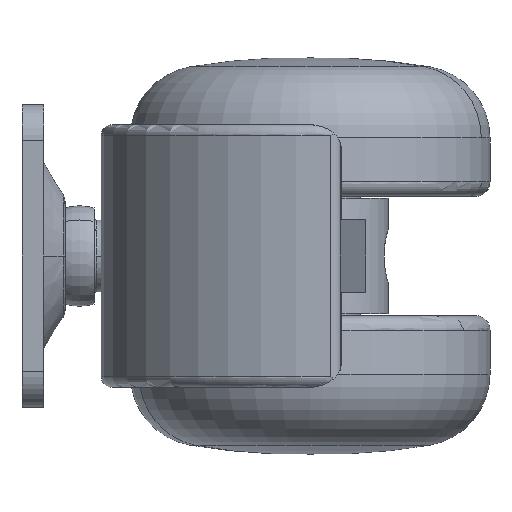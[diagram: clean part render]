
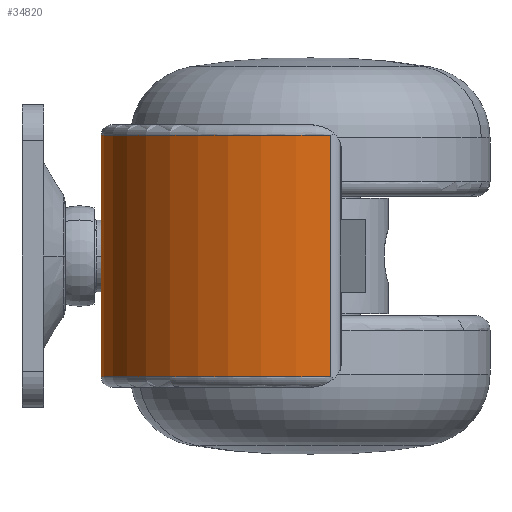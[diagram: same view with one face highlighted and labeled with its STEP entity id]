
A CAD part, left-side view. The second image highlights one B-rep face of the part: STEP entity #34820.
In plain terms, the highlighted cylindrical face has radius 29 mm (diameter 58 mm), a partial arc.
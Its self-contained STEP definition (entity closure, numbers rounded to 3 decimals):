
#1993 = EDGE_CURVE ( 'NONE', #10502, #7449, #17427, .T. ) ;
#2394 = DIRECTION ( 'NONE',  ( 0., 0., 1. ) ) ;
#5582 = CARTESIAN_POINT ( 'NONE',  ( -22., 0., 16.75 ) ) ;
#5752 = EDGE_LOOP ( 'NONE', ( #24468, #16835, #27337, #30890 ) ) ;
#7449 = VERTEX_POINT ( 'NONE', #16196 ) ;
#7904 = EDGE_CURVE ( 'NONE', #20112, #10502, #39186, .T. ) ;
#8484 = DIRECTION ( 'NONE',  ( 0., 0., 1. ) ) ;
#8894 = FACE_OUTER_BOUND ( 'NONE', #5752, .T. ) ;
#9963 = CARTESIAN_POINT ( 'NONE',  ( -22., -29., 16.75 ) ) ;
#10502 = VERTEX_POINT ( 'NONE', #30605 ) ;
#15667 = DIRECTION ( 'NONE',  ( 0., 0., 1. ) ) ;
#16196 = CARTESIAN_POINT ( 'NONE',  ( -50.858, -31.868, 16.75 ) ) ;
#16277 = DIRECTION ( 'NONE',  ( 0., 0., 1. ) ) ;
#16835 = ORIENTED_EDGE ( 'NONE', *, *, #1993, .T. ) ;
#17427 = LINE ( 'NONE', #36110, #34787 ) ;
#18176 = DIRECTION ( 'NONE',  ( 0., 0., 1. ) ) ;
#18370 = CARTESIAN_POINT ( 'NONE',  ( -22., -29., -16.75 ) ) ;
#20112 = VERTEX_POINT ( 'NONE', #36599 ) ;
#20884 = DIRECTION ( 'NONE',  ( 0.741, -0.671, 0. ) ) ;
#21368 = CIRCLE ( 'NONE', #29144, 29. ) ;
#21693 = AXIS2_PLACEMENT_3D ( 'NONE', #18370, #18176, #24890 ) ;
#23537 = VERTEX_POINT ( 'NONE', #5582 ) ;
#24468 = ORIENTED_EDGE ( 'NONE', *, *, #7904, .T. ) ;
#24890 = DIRECTION ( 'NONE',  ( 1., 0., 0. ) ) ;
#27337 = ORIENTED_EDGE ( 'NONE', *, *, #36032, .F. ) ;
#28472 = DIRECTION ( 'NONE',  ( 1., 0., 0. ) ) ;
#28869 = CARTESIAN_POINT ( 'NONE',  ( -22., 0., -16.75 ) ) ;
#29144 = AXIS2_PLACEMENT_3D ( 'NONE', #9963, #15667, #28472 ) ;
#29751 = AXIS2_PLACEMENT_3D ( 'NONE', #36914, #8484, #20884 ) ;
#30605 = CARTESIAN_POINT ( 'NONE',  ( -50.858, -31.868, -16.75 ) ) ;
#30890 = ORIENTED_EDGE ( 'NONE', *, *, #35266, .F. ) ;
#31686 = LINE ( 'NONE', #28869, #37571 ) ;
#34787 = VECTOR ( 'NONE', #2394, 1000. ) ;
#34820 = ADVANCED_FACE ( 'NONE', ( #8894 ), #36308, .T. ) ;
#35266 = EDGE_CURVE ( 'NONE', #20112, #23537, #31686, .T. ) ;
#36032 = EDGE_CURVE ( 'NONE', #23537, #7449, #21368, .T. ) ;
#36110 = CARTESIAN_POINT ( 'NONE',  ( -50.858, -31.868, -30. ) ) ;
#36308 = CYLINDRICAL_SURFACE ( 'NONE', #29751, 29. ) ;
#36599 = CARTESIAN_POINT ( 'NONE',  ( -22., 0., -16.75 ) ) ;
#36914 = CARTESIAN_POINT ( 'NONE',  ( -22., -29., 18.25 ) ) ;
#37571 = VECTOR ( 'NONE', #16277, 1000. ) ;
#39186 = CIRCLE ( 'NONE', #21693, 29. ) ;
